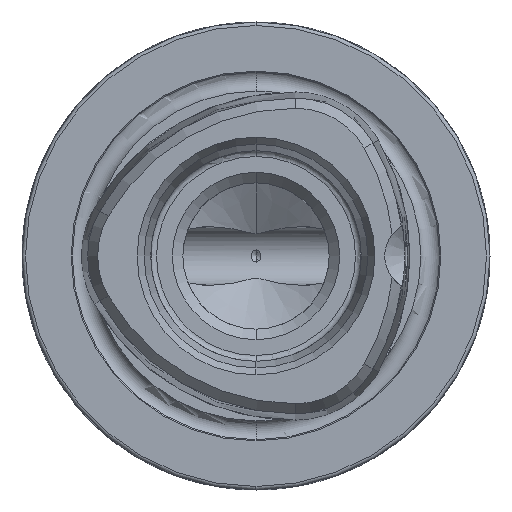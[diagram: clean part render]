
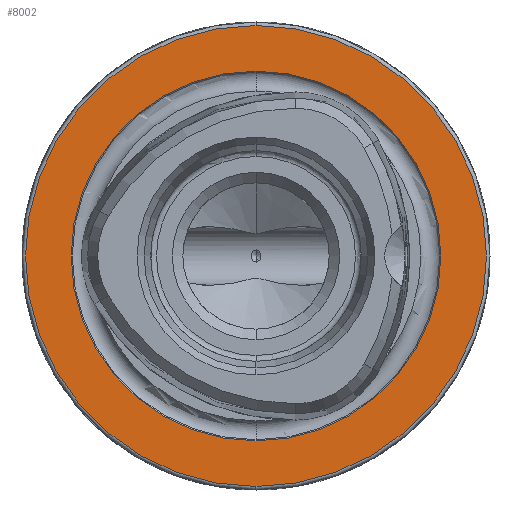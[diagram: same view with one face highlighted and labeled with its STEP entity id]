
A CAD part, left-side view. The second image highlights one B-rep face of the part: STEP entity #8002.
In plain terms, the highlighted planar face has unit normal (-1, 0, 0).
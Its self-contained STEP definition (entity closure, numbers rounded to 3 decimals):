
#1107 = VERTEX_POINT ( 'NONE', #10577 ) ;
#1697 = DIRECTION ( 'NONE',  ( 0., 0., 1. ) ) ;
#3297 = AXIS2_PLACEMENT_3D ( 'NONE', #6151, #17756, #4720 ) ;
#3394 = CARTESIAN_POINT ( 'NONE',  ( 0., 0., 0. ) ) ;
#3683 = CIRCLE ( 'NONE', #13367, 19.7 ) ;
#3755 = EDGE_LOOP ( 'NONE', ( #10066, #8127 ) ) ;
#4010 = CIRCLE ( 'NONE', #16141, 15.8 ) ;
#4667 = CARTESIAN_POINT ( 'NONE',  ( 0., 0., 19.7 ) ) ;
#4720 = DIRECTION ( 'NONE',  ( 0., 0., 1. ) ) ;
#5457 = AXIS2_PLACEMENT_3D ( 'NONE', #12968, #18517, #15931 ) ;
#6151 = CARTESIAN_POINT ( 'NONE',  ( 0., 0., 0. ) ) ;
#6810 = FACE_OUTER_BOUND ( 'NONE', #15498, .T. ) ;
#7215 = VERTEX_POINT ( 'NONE', #10262 ) ;
#7336 = AXIS2_PLACEMENT_3D ( 'NONE', #14029, #11154, #12051 ) ;
#7726 = EDGE_CURVE ( 'NONE', #1107, #7215, #4010, .T. ) ;
#8002 = ADVANCED_FACE ( 'NONE', ( #12408, #6810 ), #13569, .F. ) ;
#8127 = ORIENTED_EDGE ( 'NONE', *, *, #10528, .F. ) ;
#8391 = EDGE_CURVE ( 'NONE', #9754, #18035, #3683, .T. ) ;
#8554 = EDGE_CURVE ( 'NONE', #18035, #9754, #14513, .T. ) ;
#9629 = ORIENTED_EDGE ( 'NONE', *, *, #8554, .T. ) ;
#9754 = VERTEX_POINT ( 'NONE', #4667 ) ;
#10066 = ORIENTED_EDGE ( 'NONE', *, *, #7726, .F. ) ;
#10262 = CARTESIAN_POINT ( 'NONE',  ( 0., 0., -15.8 ) ) ;
#10371 = CARTESIAN_POINT ( 'NONE',  ( 0., 0., 0. ) ) ;
#10528 = EDGE_CURVE ( 'NONE', #7215, #1107, #13634, .T. ) ;
#10577 = CARTESIAN_POINT ( 'NONE',  ( 0., 0., 15.8 ) ) ;
#11154 = DIRECTION ( 'NONE',  ( 1., 0., 0. ) ) ;
#12051 = DIRECTION ( 'NONE',  ( 0., 0., -1. ) ) ;
#12072 = DIRECTION ( 'NONE',  ( -1., 0., 0. ) ) ;
#12408 = FACE_BOUND ( 'NONE', #3755, .T. ) ;
#12833 = ORIENTED_EDGE ( 'NONE', *, *, #8391, .T. ) ;
#12968 = CARTESIAN_POINT ( 'NONE',  ( 0., 0., 0. ) ) ;
#13367 = AXIS2_PLACEMENT_3D ( 'NONE', #3394, #17847, #1697 ) ;
#13569 = PLANE ( 'NONE',  #7336 ) ;
#13634 = CIRCLE ( 'NONE', #5457, 15.8 ) ;
#14029 = CARTESIAN_POINT ( 'NONE',  ( 0., 15.8, 0. ) ) ;
#14513 = CIRCLE ( 'NONE', #3297, 19.7 ) ;
#14942 = CARTESIAN_POINT ( 'NONE',  ( 0., 0., -19.7 ) ) ;
#15498 = EDGE_LOOP ( 'NONE', ( #12833, #9629 ) ) ;
#15931 = DIRECTION ( 'NONE',  ( 0., 0., 1. ) ) ;
#16141 = AXIS2_PLACEMENT_3D ( 'NONE', #10371, #12072, #17905 ) ;
#17756 = DIRECTION ( 'NONE',  ( -1., 0., 0. ) ) ;
#17847 = DIRECTION ( 'NONE',  ( -1., 0., 0. ) ) ;
#17905 = DIRECTION ( 'NONE',  ( 0., 0., 1. ) ) ;
#18035 = VERTEX_POINT ( 'NONE', #14942 ) ;
#18517 = DIRECTION ( 'NONE',  ( -1., 0., 0. ) ) ;
